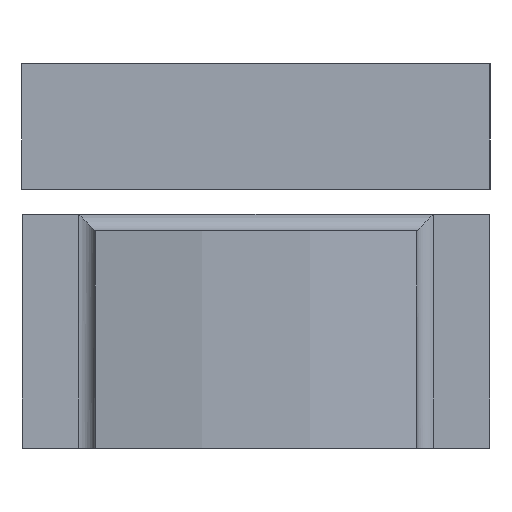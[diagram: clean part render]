
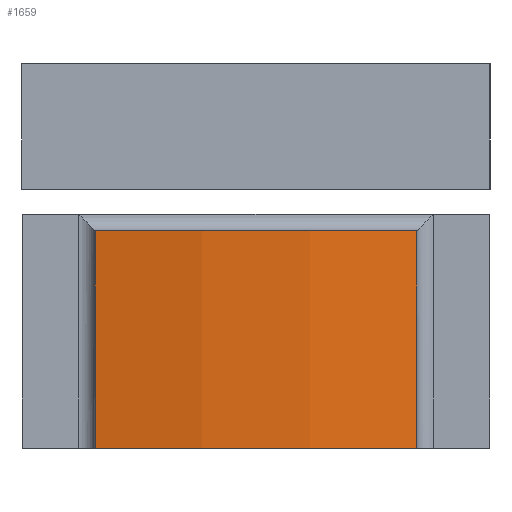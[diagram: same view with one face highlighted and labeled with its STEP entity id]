
A CAD part, left-side view. The second image highlights one B-rep face of the part: STEP entity #1659.
In plain terms, the highlighted cylindrical face has radius 41.3 mm (diameter 82.6 mm), a partial arc.
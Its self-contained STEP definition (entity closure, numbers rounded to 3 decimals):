
#689=CARTESIAN_POINT('Vertex',(-32.867,-9.606,-8.)) ;
#693=CARTESIAN_POINT('Control Point',(-32.867,9.606,-8.)) ;
#694=CARTESIAN_POINT('Control Point',(-33.995,4.891,-8.)) ;
#695=CARTESIAN_POINT('Control Point',(-34.384,0.,-8.)) ;
#696=CARTESIAN_POINT('Control Point',(-33.995,-4.891,-8.)) ;
#697=CARTESIAN_POINT('Control Point',(-32.867,-9.606,-8.)) ;
#698=CARTESIAN_POINT('Vertex',(-32.867,9.606,-8.)) ;
#1621=CARTESIAN_POINT('Vertex',(-32.867,-9.606,5.)) ;
#1624=CARTESIAN_POINT('Line Origine',(-32.867,-9.606,-1.5)) ;
#1636=CARTESIAN_POINT('Axis2P3D Location',(7.3,0.,-2.16)) ;
#1641=CARTESIAN_POINT('Axis2P3D Location',(7.3,0.,5.)) ;
#1645=CARTESIAN_POINT('Vertex',(-32.867,9.606,5.)) ;
#1648=CARTESIAN_POINT('Line Origine',(-32.867,9.606,-2.16)) ;
#1625=DIRECTION('Vector Direction',(0.,0.,-1.)) ;
#1637=DIRECTION('Axis2P3D Direction',(0.,0.,1.)) ;
#1638=DIRECTION('Axis2P3D XDirection',(-0.905,0.424,0.)) ;
#1642=DIRECTION('Axis2P3D Direction',(0.,0.,1.)) ;
#1649=DIRECTION('Vector Direction',(0.,0.,1.)) ;
#1639=AXIS2_PLACEMENT_3D('Cylinder Axis2P3D',#1636,#1637,#1638) ;
#1643=AXIS2_PLACEMENT_3D('Circle Axis2P3D',#1641,#1642,$) ;
#1654=ORIENTED_EDGE('',*,*,#1647,.T.) ;
#1655=ORIENTED_EDGE('',*,*,#1652,.T.) ;
#1656=ORIENTED_EDGE('',*,*,#700,.T.) ;
#1657=ORIENTED_EDGE('',*,*,#1628,.F.) ;
#1626=VECTOR('Line Direction',#1625,1.) ;
#1650=VECTOR('Line Direction',#1649,1.) ;
#1659=ADVANCED_FACE('PartBody',(#1658),#1640,.T.) ;
#692=B_SPLINE_CURVE_WITH_KNOTS('',4,(#693,#694,#695,#696,#697),.UNSPECIFIED.,.F.,.U.,(5,5),(184.927,204.316),.UNSPECIFIED.) ;
#1644=CIRCLE('generated circle',#1643,41.3) ;
#1640=CYLINDRICAL_SURFACE('generated cylinder',#1639,41.3) ;
#700=EDGE_CURVE('',#699,#690,#692,.T.) ;
#1628=EDGE_CURVE('',#1622,#690,#1627,.T.) ;
#1647=EDGE_CURVE('',#1622,#1646,#1644,.F.) ;
#1652=EDGE_CURVE('',#1646,#699,#1651,.F.) ;
#1653=EDGE_LOOP('',(#1654,#1655,#1656,#1657)) ;
#1658=FACE_OUTER_BOUND('',#1653,.T.) ;
#1627=LINE('Line',#1624,#1626) ;
#1651=LINE('Line',#1648,#1650) ;
#690=VERTEX_POINT('',#689) ;
#699=VERTEX_POINT('',#698) ;
#1622=VERTEX_POINT('',#1621) ;
#1646=VERTEX_POINT('',#1645) ;
